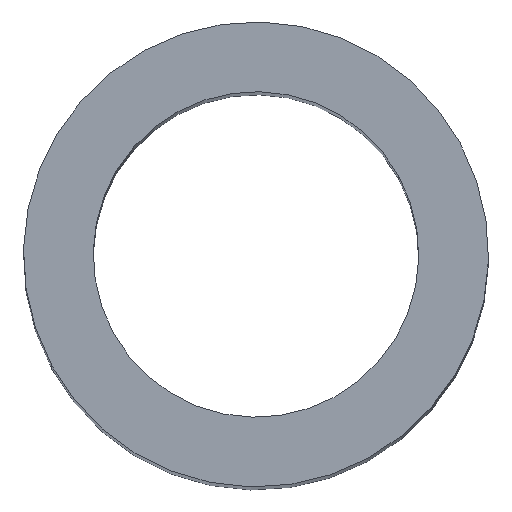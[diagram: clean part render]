
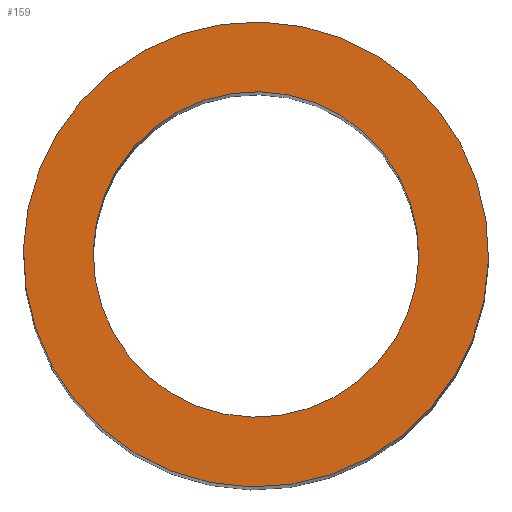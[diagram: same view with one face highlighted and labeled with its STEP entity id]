
A CAD part, top view. The second image highlights one B-rep face of the part: STEP entity #159.
In plain terms, the highlighted planar face has unit normal (0, 0, 1).
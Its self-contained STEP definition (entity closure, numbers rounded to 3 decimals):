
#48=AXIS2_PLACEMENT_3D('Circle Axis2P3D',#46,#47,$) ;
#74=AXIS2_PLACEMENT_3D('Circle Axis2P3D',#72,#73,$) ;
#119=AXIS2_PLACEMENT_3D('Circle Axis2P3D',#117,#118,$) ;
#136=AXIS2_PLACEMENT_3D('Circle Axis2P3D',#134,#135,$) ;
#149=AXIS2_PLACEMENT_3D('Plane Axis2P3D',#146,#147,#148) ;
#43=CARTESIAN_POINT('Vertex',(0.306,1.301,19.)) ;
#46=CARTESIAN_POINT('Axis2P3D Location',(2.5,2.5,19.)) ;
#50=CARTESIAN_POINT('Vertex',(4.694,3.699,19.)) ;
#72=CARTESIAN_POINT('Axis2P3D Location',(2.5,2.5,19.)) ;
#98=CARTESIAN_POINT('Vertex',(0.964,1.661,19.)) ;
#114=CARTESIAN_POINT('Vertex',(4.036,3.339,19.)) ;
#117=CARTESIAN_POINT('Axis2P3D Location',(2.5,2.5,19.)) ;
#134=CARTESIAN_POINT('Axis2P3D Location',(2.5,2.5,19.)) ;
#146=CARTESIAN_POINT('Axis2P3D Location',(5.,2.5,19.)) ;
#47=DIRECTION('Axis2P3D Direction',(-0.,0.,1.)) ;
#73=DIRECTION('Axis2P3D Direction',(-0.,0.,1.)) ;
#118=DIRECTION('Axis2P3D Direction',(-0.,0.,1.)) ;
#135=DIRECTION('Axis2P3D Direction',(-0.,0.,1.)) ;
#147=DIRECTION('Axis2P3D Direction',(-0.,0.,1.)) ;
#148=DIRECTION('Axis2P3D XDirection',(1.,0.,0.)) ;
#152=ORIENTED_EDGE('',*,*,#76,.T.) ;
#153=ORIENTED_EDGE('',*,*,#52,.T.) ;
#156=ORIENTED_EDGE('',*,*,#121,.F.) ;
#157=ORIENTED_EDGE('',*,*,#138,.F.) ;
#158=FACE_BOUND('',#155,.T.) ;
#159=ADVANCED_FACE('K\X2\00F6\X0\rper.3',(#154,#158),#150,.T.) ;
#49=CIRCLE('generated circle',#48,2.5) ;
#75=CIRCLE('generated circle',#74,2.5) ;
#120=CIRCLE('generated circle',#119,1.75) ;
#137=CIRCLE('generated circle',#136,1.75) ;
#52=EDGE_CURVE('',#51,#44,#49,.T.) ;
#76=EDGE_CURVE('',#44,#51,#75,.T.) ;
#121=EDGE_CURVE('',#115,#99,#120,.T.) ;
#138=EDGE_CURVE('',#99,#115,#137,.T.) ;
#151=EDGE_LOOP('',(#152,#153)) ;
#155=EDGE_LOOP('',(#156,#157)) ;
#154=FACE_OUTER_BOUND('',#151,.T.) ;
#150=PLANE('',#149) ;
#44=VERTEX_POINT('',#43) ;
#51=VERTEX_POINT('',#50) ;
#99=VERTEX_POINT('',#98) ;
#115=VERTEX_POINT('',#114) ;
